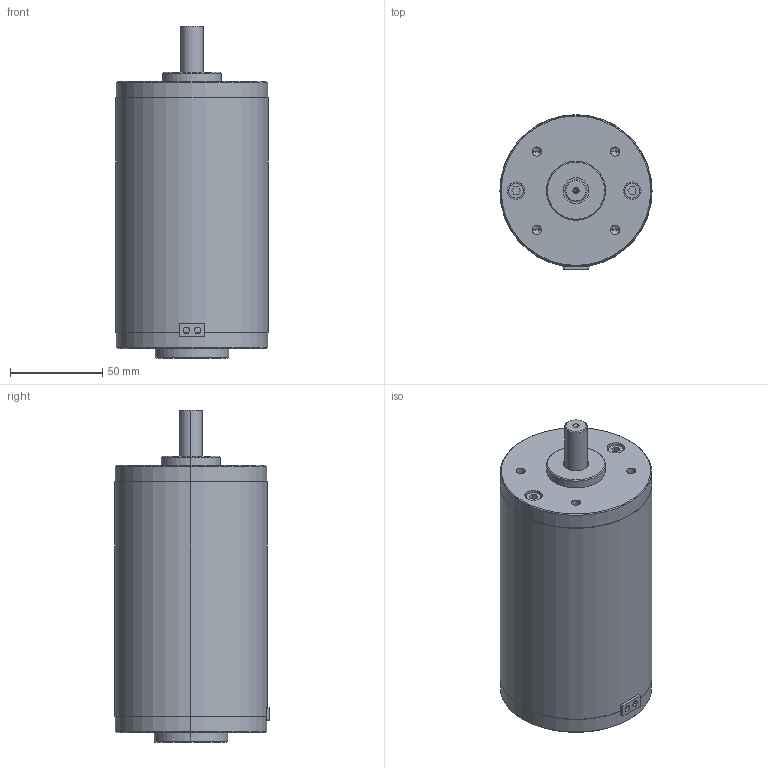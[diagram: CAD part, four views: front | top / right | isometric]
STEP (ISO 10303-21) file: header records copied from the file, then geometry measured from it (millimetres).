
FILE_DESCRIPTION (( 'STEP AP214' ), '1' );
FILE_NAME ('Motor PGK 80 - Katalog-+-E-307938.STEP', '2017-08-04T11:46:40', ( 'kob' ), ( 'Microsoft' ), 'SwSTEP 2.0', 'SolidWorks 2014', '' );
FILE_SCHEMA (( 'AUTOMOTIVE_DESIGN' ));
Length unit declared in the file: millimetre
Products named in the file (1): Motor PGK 80 - Katalog-+-E-307938
Bounding box: 82.5 x 83.65 x 180 mm (x, y, z)
Volume: 789973.1 mm3; surface area: 56589.7 mm2
Topology: 4 solids, 4 shells, 125 faces, 278 edges, 170 vertices
Faces by surface type: cylinder 54, plane 43, cone 28
Entity records: 4040 total; most frequent: DIRECTION 642, CARTESIAN_POINT 562, ORIENTED_EDGE 532, EDGE_CURVE 266, AXIS2_PLACEMENT_3D 250, VERTEX_POINT 170, EDGE_LOOP 150, LINE 142
